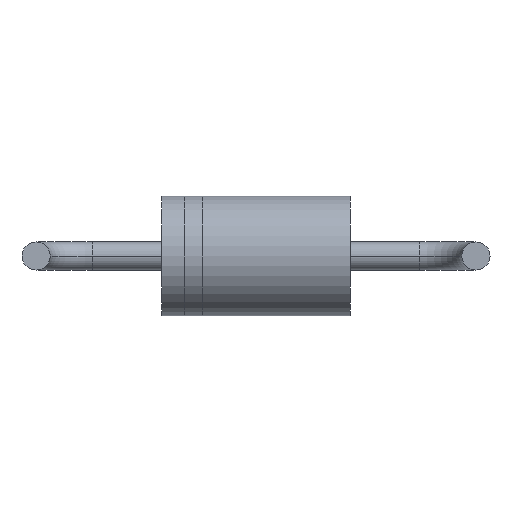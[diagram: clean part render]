
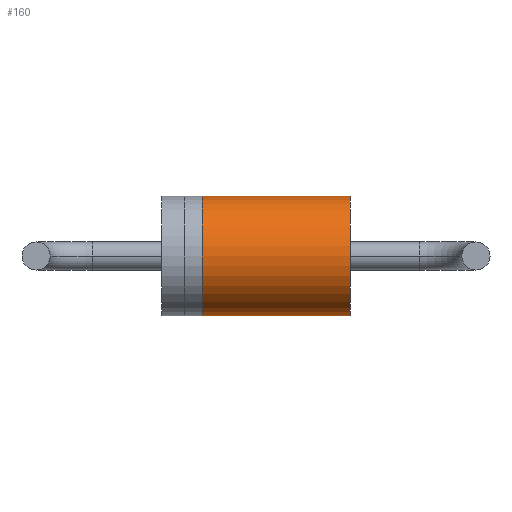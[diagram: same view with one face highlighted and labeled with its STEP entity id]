
A CAD part, front view. The second image highlights one B-rep face of the part: STEP entity #160.
In plain terms, the highlighted cylindrical face has radius 2.65 mm (diameter 5.3 mm), a partial arc.
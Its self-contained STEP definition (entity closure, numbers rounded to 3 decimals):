
#28 = EDGE_CURVE ( 'NONE', #552, #378, #41, .T. ) ;
#41 = CIRCLE ( 'NONE', #228, 2.65 ) ;
#52 = FACE_OUTER_BOUND ( 'NONE', #348, .T. ) ;
#79 = LINE ( 'NONE', #619, #858 ) ;
#86 = ORIENTED_EDGE ( 'NONE', *, *, #839, .F. ) ;
#108 = VECTOR ( 'NONE', #854, 1000. ) ;
#137 = ORIENTED_EDGE ( 'NONE', *, *, #829, .F. ) ;
#160 = ADVANCED_FACE ( 'NONE', ( #52 ), #377, .T. ) ;
#162 = DIRECTION ( 'NONE',  ( 0., 0., -1. ) ) ;
#168 = CIRCLE ( 'NONE', #792, 2.65 ) ;
#169 = ORIENTED_EDGE ( 'NONE', *, *, #810, .T. ) ;
#180 = CARTESIAN_POINT ( 'NONE',  ( 4.175, 2.65, 0. ) ) ;
#184 = DIRECTION ( 'NONE',  ( 1., 0., 0. ) ) ;
#228 = AXIS2_PLACEMENT_3D ( 'NONE', #311, #432, #162 ) ;
#255 = AXIS2_PLACEMENT_3D ( 'NONE', #180, #184, #742 ) ;
#258 = DIRECTION ( 'NONE',  ( 1., 0., 0. ) ) ;
#287 = CARTESIAN_POINT ( 'NONE',  ( 4.175, 2.65, -2.65 ) ) ;
#300 = ORIENTED_EDGE ( 'NONE', *, *, #28, .T. ) ;
#311 = CARTESIAN_POINT ( 'NONE',  ( -2.375, 2.65, 0. ) ) ;
#340 = CARTESIAN_POINT ( 'NONE',  ( 4.175, 2.65, 2.65 ) ) ;
#346 = CARTESIAN_POINT ( 'NONE',  ( 4.175, 2.65, 2.65 ) ) ;
#348 = EDGE_LOOP ( 'NONE', ( #137, #300, #169, #86 ) ) ;
#377 = CYLINDRICAL_SURFACE ( 'NONE', #255, 2.65 ) ;
#378 = VERTEX_POINT ( 'NONE', #695 ) ;
#432 = DIRECTION ( 'NONE',  ( 1., 0., 0. ) ) ;
#504 = VERTEX_POINT ( 'NONE', #340 ) ;
#552 = VERTEX_POINT ( 'NONE', #614 ) ;
#609 = DIRECTION ( 'NONE',  ( 0., 0., -1. ) ) ;
#614 = CARTESIAN_POINT ( 'NONE',  ( -2.375, 2.65, 2.65 ) ) ;
#619 = CARTESIAN_POINT ( 'NONE',  ( 4.175, 2.65, -2.65 ) ) ;
#686 = CARTESIAN_POINT ( 'NONE',  ( 4.175, 2.65, 0. ) ) ;
#695 = CARTESIAN_POINT ( 'NONE',  ( -2.375, 2.65, -2.65 ) ) ;
#742 = DIRECTION ( 'NONE',  ( 0., 0., -1. ) ) ;
#792 = AXIS2_PLACEMENT_3D ( 'NONE', #686, #258, #609 ) ;
#810 = EDGE_CURVE ( 'NONE', #378, #876, #79, .T. ) ;
#829 = EDGE_CURVE ( 'NONE', #552, #504, #883, .T. ) ;
#836 = DIRECTION ( 'NONE',  ( 1., 0., 0. ) ) ;
#839 = EDGE_CURVE ( 'NONE', #504, #876, #168, .T. ) ;
#854 = DIRECTION ( 'NONE',  ( 1., 0., 0. ) ) ;
#858 = VECTOR ( 'NONE', #836, 1000. ) ;
#876 = VERTEX_POINT ( 'NONE', #287 ) ;
#883 = LINE ( 'NONE', #346, #108 ) ;
